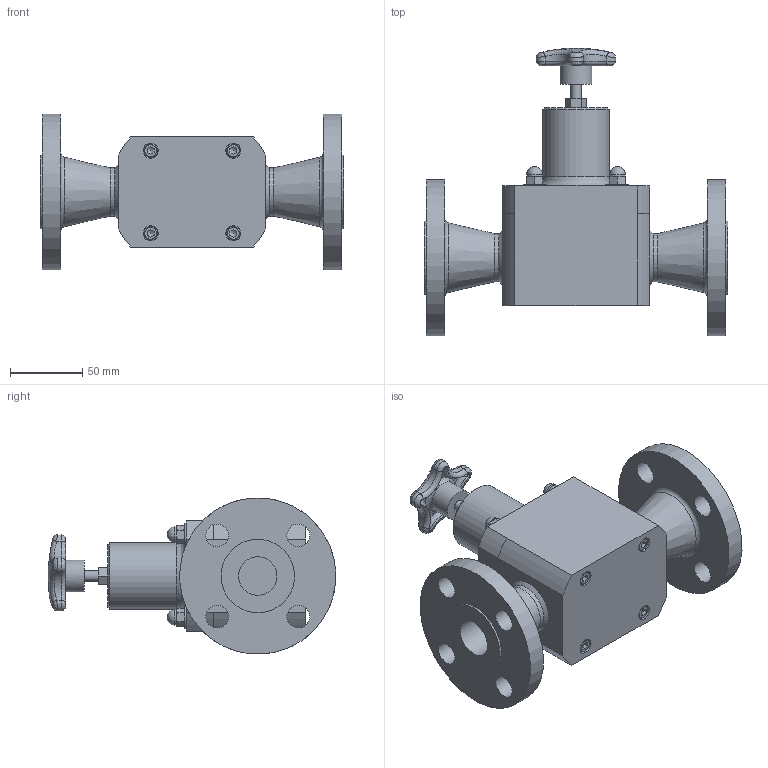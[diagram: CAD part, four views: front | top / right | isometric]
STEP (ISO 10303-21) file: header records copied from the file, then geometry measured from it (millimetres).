
FILE_DESCRIPTION((''),'2;1');
FILE_NAME('TVBFW10-SS-G-R0.ipt.stp','2017-04-04T12:12:41',(''),(''),'Autodesk Inventor 2009','Autodesk Inventor 2009','');
FILE_SCHEMA(('AUTOMOTIVE_DESIGN { 1 0 10303 214 1 1 1 1 }'));
Length unit declared in the file: inch
Products named in the file (1): TVBFW10-SS-G-R0
Bounding box: 209.8 x 198.56 x 107.73 mm (x, y, z)
Volume: 997375.1 mm3; surface area: 121527.3 mm2
Topology: 1 solids, 5 shells, 391 faces, 917 edges, 565 vertices
Faces by surface type: plane 162, bspline 105, cylinder 69, cone 21, torus 17, sphere 17
Full cylindrical faces by diameter (mm): 4.445 x4, 7.442 x1, 9.525 x4, 10.998 x4, 15.748 x8, 15.875 x4, 22.098 x1, 26.645 x2, 33.401 x2, 45.72 x1, 50.8 x2, 107.95 x2
Entity records: 15213 total; most frequent: CARTESIAN_POINT 6859, ORIENTED_EDGE 1676, DIRECTION 1564, EDGE_CURVE 838, AXIS2_PLACEMENT_3D 662, VERTEX_POINT 557, EDGE_LOOP 507, FACE_OUTER_BOUND 391
